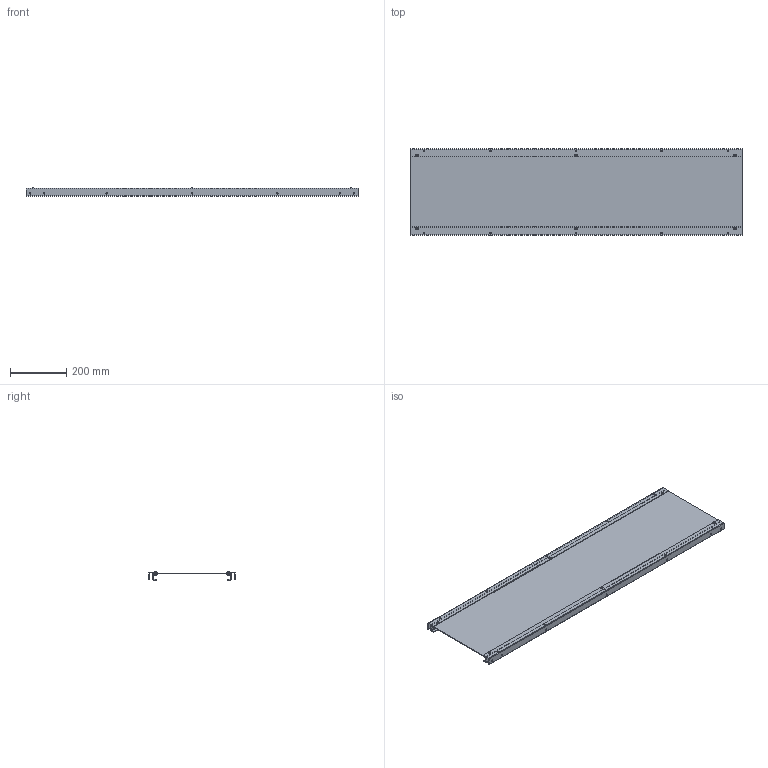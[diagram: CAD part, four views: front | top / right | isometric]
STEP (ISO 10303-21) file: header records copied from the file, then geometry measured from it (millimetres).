
FILE_DESCRIPTION (( 'STEP AP214' ), '1' );
FILE_NAME ('am-2160b FTC Perimeter Panel.STEP', '2019-08-01T13:29:19', ( '' ), ( '' ), 'SwSTEP 2.0', 'SolidWorks 2019', '' );
FILE_SCHEMA (( 'AUTOMOTIVE_DESIGN' ));
Length unit declared in the file: millimetre
Products named in the file (4): am-2160b FTC Perimeter Panel; 187 pop rivet; FTC Field Side Glass 11in; am-2556 FTC Rail
Assembly tree (9 placements, depth 2):
  am-2160b FTC Perimeter Panel
    am-2556 FTC Rail  x2
    FTC Field Side Glass 11in
    187 pop rivet  x6
Bounding box: 1185.42 x 309.56 x 28.57 mm (x, y, z)
Volume: 1505740.8 mm3; surface area: 1160038.6 mm2
Topology: 9 solids, 9 shells, 268 faces, 696 edges, 452 vertices
Faces by surface type: cylinder 176, plane 56, torus 36
Entity records: 4024 total; most frequent: DIRECTION 738, CARTESIAN_POINT 643, ORIENTED_EDGE 624, EDGE_CURVE 312, AXIS2_PLACEMENT_3D 301, VERTEX_POINT 206, EDGE_LOOP 178, CIRCLE 176
